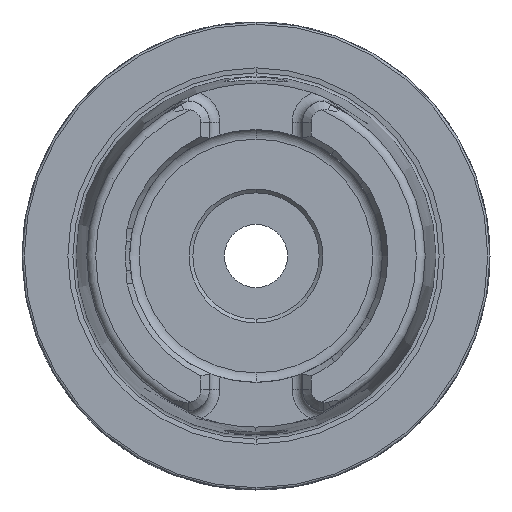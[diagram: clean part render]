
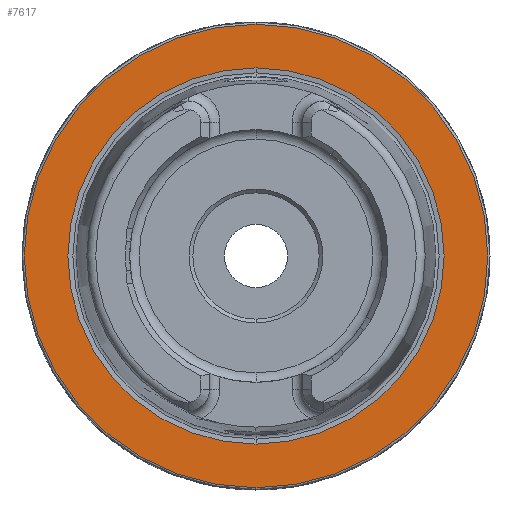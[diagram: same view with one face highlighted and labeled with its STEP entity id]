
A CAD part, left-side view. The second image highlights one B-rep face of the part: STEP entity #7617.
In plain terms, the highlighted planar face has unit normal (-1, 0, 0).
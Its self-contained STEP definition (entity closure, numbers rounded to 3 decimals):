
#628 = CIRCLE ( 'NONE', #5416, 31.2 ) ;
#631 = CIRCLE ( 'NONE', #5419, 25.324 ) ;
#1483 = CARTESIAN_POINT ( 'NONE',  ( 0., 0., -31.2 ) ) ;
#1492 = CARTESIAN_POINT ( 'NONE',  ( 0., 0., -25.324 ) ) ;
#1509 = CARTESIAN_POINT ( 'NONE',  ( 0., 0., 25.324 ) ) ;
#1681 = DIRECTION ( 'NONE',  ( -1., 0., 0. ) ) ;
#1683 = DIRECTION ( 'NONE',  ( 0., 0., 1. ) ) ;
#1684 = CARTESIAN_POINT ( 'NONE',  ( 0., 0., 0. ) ) ;
#1685 = DIRECTION ( 'NONE',  ( 0., 0., 1. ) ) ;
#1688 = CARTESIAN_POINT ( 'NONE',  ( 0., 0., 0. ) ) ;
#1689 = DIRECTION ( 'NONE',  ( -1., 0., 0. ) ) ;
#1828 = CARTESIAN_POINT ( 'NONE',  ( 0., 0., 31.2 ) ) ;
#2529 = EDGE_LOOP ( 'NONE', ( #6165, #6166 ) ) ;
#2657 = EDGE_LOOP ( 'NONE', ( #6163, #6164 ) ) ;
#2743 = EDGE_CURVE ( 'NONE', #6511, #6494, #6397, .T. ) ;
#2744 = EDGE_CURVE ( 'NONE', #6485, #3644, #6400, .T. ) ;
#3644 = VERTEX_POINT ( 'NONE', #1828 ) ;
#4315 = CARTESIAN_POINT ( 'NONE',  ( 0., 31.2, 0. ) ) ;
#4318 = PLANE ( 'NONE',  #7862 ) ;
#4320 = DIRECTION ( 'NONE',  ( 1., 0., 0. ) ) ;
#4321 = DIRECTION ( 'NONE',  ( 0., 0., -1. ) ) ;
#5299 = AXIS2_PLACEMENT_3D ( 'NONE', #1688, #1689, #1685 ) ;
#5300 = AXIS2_PLACEMENT_3D ( 'NONE', #1684, #1681, #1683 ) ;
#5416 = AXIS2_PLACEMENT_3D ( 'NONE', #5863, #5864, #5865 ) ;
#5419 = AXIS2_PLACEMENT_3D ( 'NONE', #5873, #5874, #5875 ) ;
#5707 = FACE_BOUND ( 'NONE', #2657, .T. ) ;
#5711 = FACE_OUTER_BOUND ( 'NONE', #2529, .T. ) ;
#5863 = CARTESIAN_POINT ( 'NONE',  ( 0., 0., 0. ) ) ;
#5864 = DIRECTION ( 'NONE',  ( -1., 0., 0. ) ) ;
#5865 = DIRECTION ( 'NONE',  ( 0., 0., 1. ) ) ;
#5873 = CARTESIAN_POINT ( 'NONE',  ( 0., 0., 0. ) ) ;
#5874 = DIRECTION ( 'NONE',  ( -1., 0., 0. ) ) ;
#5875 = DIRECTION ( 'NONE',  ( 0., 0., 1. ) ) ;
#6163 = ORIENTED_EDGE ( 'NONE', *, *, #2743, .F. ) ;
#6164 = ORIENTED_EDGE ( 'NONE', *, *, #7191, .F. ) ;
#6165 = ORIENTED_EDGE ( 'NONE', *, *, #7187, .T. ) ;
#6166 = ORIENTED_EDGE ( 'NONE', *, *, #2744, .T. ) ;
#6397 = CIRCLE ( 'NONE', #5299, 25.324 ) ;
#6400 = CIRCLE ( 'NONE', #5300, 31.2 ) ;
#6485 = VERTEX_POINT ( 'NONE', #1483 ) ;
#6494 = VERTEX_POINT ( 'NONE', #1492 ) ;
#6511 = VERTEX_POINT ( 'NONE', #1509 ) ;
#7187 = EDGE_CURVE ( 'NONE', #3644, #6485, #628, .T. ) ;
#7191 = EDGE_CURVE ( 'NONE', #6494, #6511, #631, .T. ) ;
#7617 = ADVANCED_FACE ( 'NONE', ( #5707, #5711 ), #4318, .F. ) ;
#7862 = AXIS2_PLACEMENT_3D ( 'NONE', #4315, #4320, #4321 ) ;
